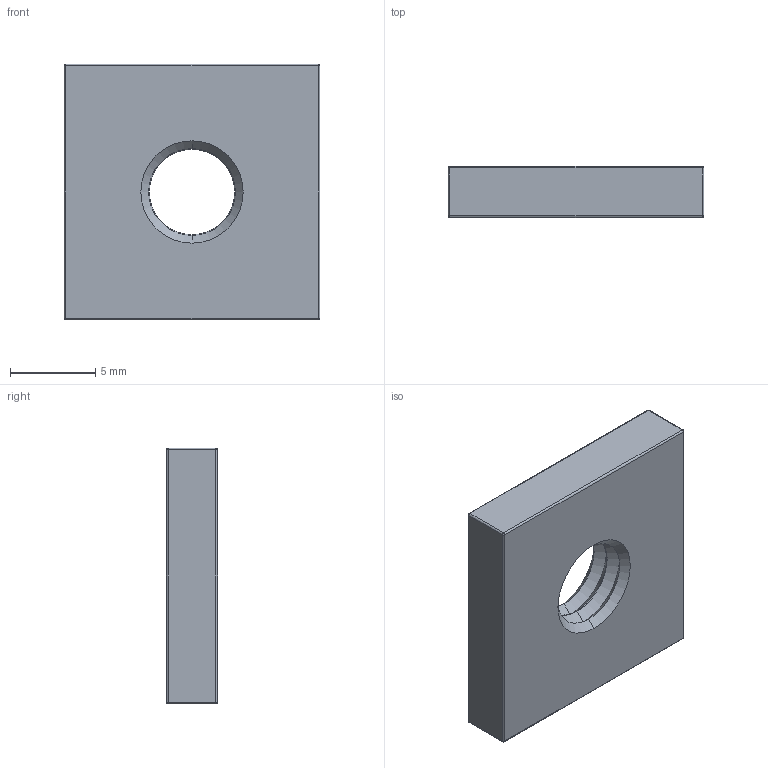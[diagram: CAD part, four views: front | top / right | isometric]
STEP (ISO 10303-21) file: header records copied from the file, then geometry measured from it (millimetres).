
FILE_DESCRIPTION (( 'STEP AP214' ), '1' );
FILE_NAME ('SNSD.30.51.19. Ñóõàðü ïàçîâûé êâàäðàòíûé Ì6, ïàç 8, B79.STEP', '2018-02-09T13:03:32', ( '' ), ( '' ), 'SwSTEP 2.0', 'SolidWorks 2017', '' );
FILE_SCHEMA (( 'AUTOMOTIVE_DESIGN' ));
Length unit declared in the file: millimetre
Products named in the file (1): SNSD.30.51.19. Ñóõàðü ïàçîâûé êâàäðàòíûé Ì6, ïàç 8, B79
Bounding box: 15 x 3 x 15 mm (x, y, z)
Volume: 603 mm3; surface area: 640 mm2
Topology: 1 solids, 1 shells, 40 faces, 86 edges, 40 vertices
Faces by surface type: cylinder 14, cone 12, sphere 8, plane 6
Entity records: 1054 total; most frequent: DIRECTION 200, CARTESIAN_POINT 159, ORIENTED_EDGE 156, AXIS2_PLACEMENT_3D 81, EDGE_CURVE 78, EDGE_LOOP 42, FACE_OUTER_BOUND 40, CIRCLE 40
